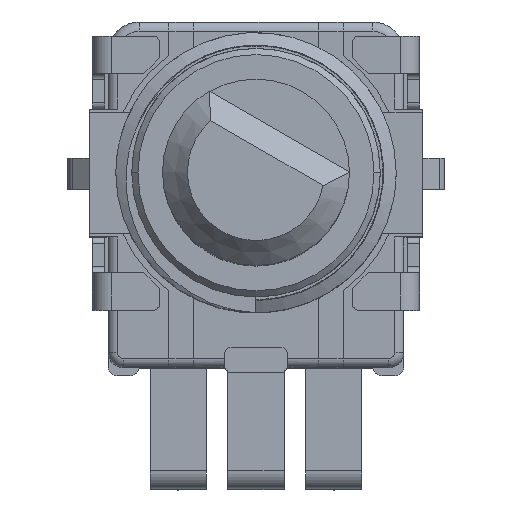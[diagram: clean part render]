
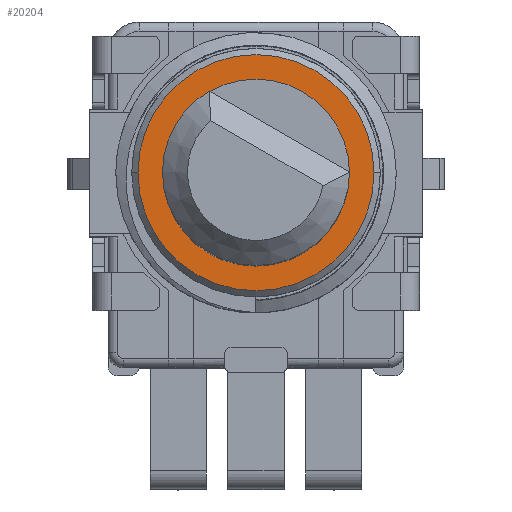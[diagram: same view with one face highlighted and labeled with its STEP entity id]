
A CAD part, top view. The second image highlights one B-rep face of the part: STEP entity #20204.
In plain terms, the highlighted face is planar.
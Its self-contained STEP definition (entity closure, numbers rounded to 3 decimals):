
#486 = EDGE_CURVE ( 'NONE', #23216, #23137, #4021, .T. ) ;
#652 = EDGE_CURVE ( 'NONE', #23144, #23178, #4261, .T. ) ;
#1428 = CARTESIAN_POINT ( 'NONE',  ( 0., 0., -9.5 ) ) ;
#1429 = DIRECTION ( 'NONE',  ( 0., 0., 1. ) ) ;
#1430 = DIRECTION ( 'NONE',  ( 1., 0., 0. ) ) ;
#2174 = CARTESIAN_POINT ( 'NONE',  ( 0., 0., -9.5 ) ) ;
#2185 = DIRECTION ( 'NONE',  ( 0., 0., 1. ) ) ;
#2186 = DIRECTION ( 'NONE',  ( -1., 0., 0. ) ) ;
#3148 = CIRCLE ( 'NONE', #22199, 3.79 ) ;
#3594 = CIRCLE ( 'NONE', #6795, 3. ) ;
#4021 = CIRCLE ( 'NONE', #22069, 3.79 ) ;
#4261 = CIRCLE ( 'NONE', #22096, 3. ) ;
#5008 = CARTESIAN_POINT ( 'NONE',  ( 0., 0., -9.5 ) ) ;
#5030 = DIRECTION ( 'NONE',  ( 0., 0., 1. ) ) ;
#5031 = DIRECTION ( 'NONE',  ( 1., 0., 0. ) ) ;
#5701 = CARTESIAN_POINT ( 'NONE',  ( 0., 0., -9.5 ) ) ;
#5703 = DIRECTION ( 'NONE',  ( 0., 0., 1. ) ) ;
#5704 = DIRECTION ( 'NONE',  ( -1., 0., 0. ) ) ;
#6795 = AXIS2_PLACEMENT_3D ( 'NONE', #5701, #5703, #5704 ) ;
#10402 = EDGE_CURVE ( 'NONE', #23137, #23216, #3148, .T. ) ;
#10663 = EDGE_CURVE ( 'NONE', #23178, #23144, #3594, .T. ) ;
#11001 = AXIS2_PLACEMENT_3D ( 'NONE', #13579, #13590, #13591 ) ;
#13001 = FACE_BOUND ( 'NONE', #22788, .T. ) ;
#13007 = FACE_OUTER_BOUND ( 'NONE', #22790, .T. ) ;
#13579 = CARTESIAN_POINT ( 'NONE',  ( 0., 0., -9.5 ) ) ;
#13580 = PLANE ( 'NONE',  #11001 ) ;
#13590 = DIRECTION ( 'NONE',  ( 0., 0., -1. ) ) ;
#13591 = DIRECTION ( 'NONE',  ( -1., 0., 0. ) ) ;
#18816 = CARTESIAN_POINT ( 'NONE',  ( 3.79, 0., -9.5 ) ) ;
#18823 = CARTESIAN_POINT ( 'NONE',  ( 1.5, -2.598, -9.5 ) ) ;
#18857 = CARTESIAN_POINT ( 'NONE',  ( -1.5, 2.598, -9.5 ) ) ;
#18894 = CARTESIAN_POINT ( 'NONE',  ( -3.79, 0., -9.5 ) ) ;
#20204 = ADVANCED_FACE ( 'NONE', ( #13001, #13007 ), #13580, .T. ) ;
#20838 = ORIENTED_EDGE ( 'NONE', *, *, #10663, .T. ) ;
#20839 = ORIENTED_EDGE ( 'NONE', *, *, #652, .T. ) ;
#20840 = ORIENTED_EDGE ( 'NONE', *, *, #10402, .F. ) ;
#20841 = ORIENTED_EDGE ( 'NONE', *, *, #486, .F. ) ;
#22069 = AXIS2_PLACEMENT_3D ( 'NONE', #1428, #1429, #1430 ) ;
#22096 = AXIS2_PLACEMENT_3D ( 'NONE', #2174, #2185, #2186 ) ;
#22199 = AXIS2_PLACEMENT_3D ( 'NONE', #5008, #5030, #5031 ) ;
#22788 = EDGE_LOOP ( 'NONE', ( #20838, #20839 ) ) ;
#22790 = EDGE_LOOP ( 'NONE', ( #20840, #20841 ) ) ;
#23137 = VERTEX_POINT ( 'NONE', #18816 ) ;
#23144 = VERTEX_POINT ( 'NONE', #18823 ) ;
#23178 = VERTEX_POINT ( 'NONE', #18857 ) ;
#23216 = VERTEX_POINT ( 'NONE', #18894 ) ;
